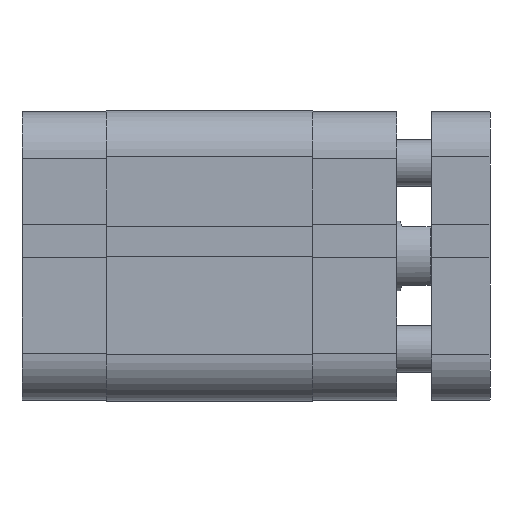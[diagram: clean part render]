
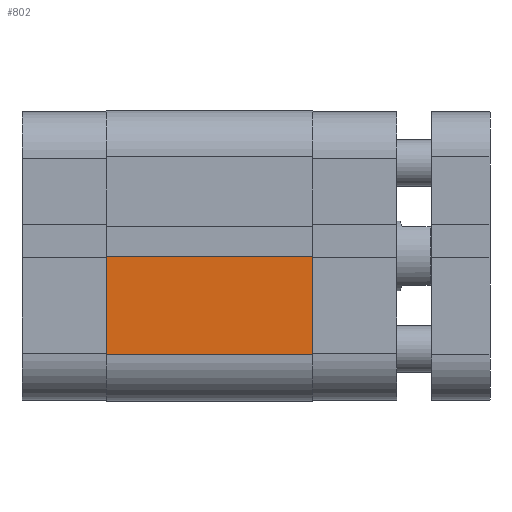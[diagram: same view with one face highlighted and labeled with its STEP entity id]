
A CAD part, top view. The second image highlights one B-rep face of the part: STEP entity #802.
In plain terms, the highlighted face is planar.
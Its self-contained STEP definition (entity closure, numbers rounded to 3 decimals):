
#802 = ADVANCED_FACE ( 'NONE', ( #2202 ), #1604, .F. ) ;
#1604 = PLANE ( 'NONE',  #4290 ) ;
#1607 = CARTESIAN_POINT ( 'NONE',  ( 0., -25., 35.5 ) ) ;
#1613 = DIRECTION ( 'NONE',  ( 0., 1., 0. ) ) ;
#1614 = DIRECTION ( 'NONE',  ( -1., 0., 0. ) ) ;
#1832 = CARTESIAN_POINT ( 'NONE',  ( 17., -25., 35.5 ) ) ;
#1834 = CARTESIAN_POINT ( 'NONE',  ( 0., -25., 35.5 ) ) ;
#1835 = CARTESIAN_POINT ( 'NONE',  ( 0., -25., 0. ) ) ;
#1836 = DIRECTION ( 'NONE',  ( 1., 0., 0. ) ) ;
#1838 = DIRECTION ( 'NONE',  ( 0., 0., -1. ) ) ;
#1843 = CARTESIAN_POINT ( 'NONE',  ( 0.1, -25., 35.5 ) ) ;
#1844 = DIRECTION ( 'NONE',  ( 0., 0., -1. ) ) ;
#1852 = DIRECTION ( 'NONE',  ( 1., 0., 0. ) ) ;
#2202 = FACE_OUTER_BOUND ( 'NONE', #7068, .T. ) ;
#2357 = LINE ( 'NONE', #1832, #2364 ) ;
#2362 = LINE ( 'NONE', #1835, #2363 ) ;
#2363 = VECTOR ( 'NONE', #1836, 1000. ) ;
#2364 = VECTOR ( 'NONE', #1838, 1000. ) ;
#2370 = LINE ( 'NONE', #1843, #2371 ) ;
#2371 = VECTOR ( 'NONE', #1844, 1000. ) ;
#2373 = LINE ( 'NONE', #1834, #2377 ) ;
#2377 = VECTOR ( 'NONE', #1852, 1000. ) ;
#3565 = EDGE_CURVE ( 'NONE', #5907, #6465, #2362, .T. ) ;
#3566 = EDGE_CURVE ( 'NONE', #6473, #6465, #2357, .T. ) ;
#3569 = EDGE_CURVE ( 'NONE', #6111, #5907, #2370, .T. ) ;
#3573 = EDGE_CURVE ( 'NONE', #6111, #6473, #2373, .T. ) ;
#4290 = AXIS2_PLACEMENT_3D ( 'NONE', #1607, #1613, #1614 ) ;
#5669 = CARTESIAN_POINT ( 'NONE',  ( 0.1, -25., 0. ) ) ;
#5779 = CARTESIAN_POINT ( 'NONE',  ( 0.1, -25., 35.5 ) ) ;
#5907 = VERTEX_POINT ( 'NONE', #5669 ) ;
#6111 = VERTEX_POINT ( 'NONE', #5779 ) ;
#6465 = VERTEX_POINT ( 'NONE', #6731 ) ;
#6473 = VERTEX_POINT ( 'NONE', #6738 ) ;
#6731 = CARTESIAN_POINT ( 'NONE',  ( 17., -25., 0. ) ) ;
#6738 = CARTESIAN_POINT ( 'NONE',  ( 17., -25., 35.5 ) ) ;
#7068 = EDGE_LOOP ( 'NONE', ( #7518, #7517, #7516, #7515 ) ) ;
#7515 = ORIENTED_EDGE ( 'NONE', *, *, #3569, .T. ) ;
#7516 = ORIENTED_EDGE ( 'NONE', *, *, #3573, .F. ) ;
#7517 = ORIENTED_EDGE ( 'NONE', *, *, #3566, .F. ) ;
#7518 = ORIENTED_EDGE ( 'NONE', *, *, #3565, .T. ) ;
